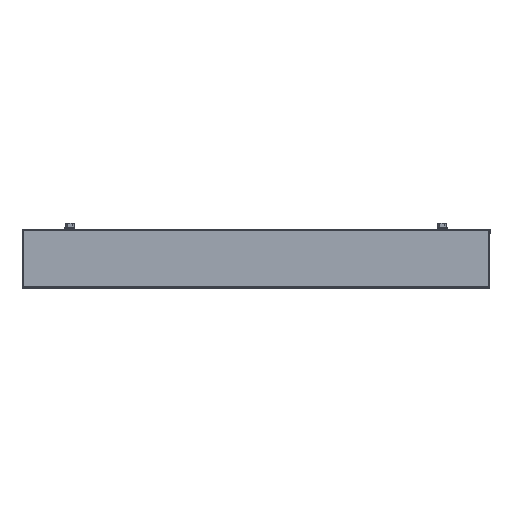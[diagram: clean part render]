
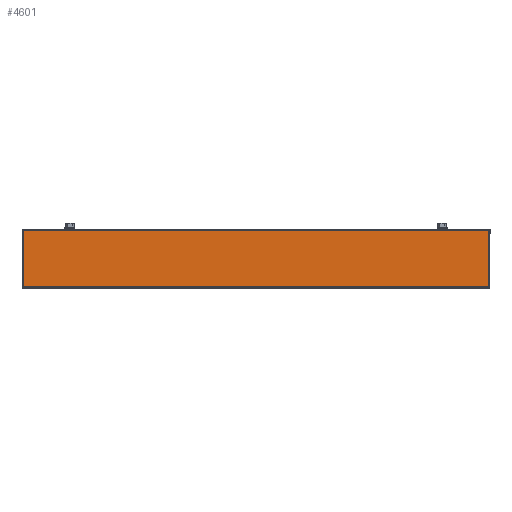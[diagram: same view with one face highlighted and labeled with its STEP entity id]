
A CAD part, top view. The second image highlights one B-rep face of the part: STEP entity #4601.
In plain terms, the highlighted face is planar.
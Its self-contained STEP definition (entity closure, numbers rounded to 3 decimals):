
#219 = LINE ( 'NONE', #1627, #786 ) ;
#234 = FACE_OUTER_BOUND ( 'NONE', #8590, .T. ) ;
#453 = LINE ( 'NONE', #4123, #790 ) ;
#786 = VECTOR ( 'NONE', #6906, 1000. ) ;
#790 = VECTOR ( 'NONE', #5805, 1000. ) ;
#1175 = DIRECTION ( 'NONE',  ( 0., 0., 1. ) ) ;
#1627 = CARTESIAN_POINT ( 'NONE',  ( 0., -50., 0. ) ) ;
#1801 = VERTEX_POINT ( 'NONE', #3568 ) ;
#2935 = EDGE_CURVE ( 'NONE', #6812, #1801, #6813, .T. ) ;
#3406 = ORIENTED_EDGE ( 'NONE', *, *, #6050, .F. ) ;
#3568 = CARTESIAN_POINT ( 'NONE',  ( 0., 50., 0. ) ) ;
#4123 = CARTESIAN_POINT ( 'NONE',  ( 800., 50., 0. ) ) ;
#4449 = CARTESIAN_POINT ( 'NONE',  ( 0., 50., 0. ) ) ;
#4601 = ADVANCED_FACE ( 'NONE', ( #234 ), #9450, .F. ) ;
#4768 = VERTEX_POINT ( 'NONE', #6670 ) ;
#5257 = LINE ( 'NONE', #4449, #5841 ) ;
#5313 = AXIS2_PLACEMENT_3D ( 'NONE', #8095, #1175, #5611 ) ;
#5576 = EDGE_CURVE ( 'NONE', #1801, #7404, #5257, .T. ) ;
#5611 = DIRECTION ( 'NONE',  ( 1., 0., 0. ) ) ;
#5805 = DIRECTION ( 'NONE',  ( 0., 1., 0. ) ) ;
#5841 = VECTOR ( 'NONE', #8961, 1000. ) ;
#6050 = EDGE_CURVE ( 'NONE', #4768, #6812, #453, .T. ) ;
#6645 = CARTESIAN_POINT ( 'NONE',  ( 0., -50., 0. ) ) ;
#6670 = CARTESIAN_POINT ( 'NONE',  ( 800., -50., 0. ) ) ;
#6752 = CARTESIAN_POINT ( 'NONE',  ( 0., 50., 0. ) ) ;
#6812 = VERTEX_POINT ( 'NONE', #8709 ) ;
#6813 = LINE ( 'NONE', #6752, #7219 ) ;
#6887 = ORIENTED_EDGE ( 'NONE', *, *, #6954, .F. ) ;
#6906 = DIRECTION ( 'NONE',  ( 1., 0., 0. ) ) ;
#6954 = EDGE_CURVE ( 'NONE', #7404, #4768, #219, .T. ) ;
#7182 = ORIENTED_EDGE ( 'NONE', *, *, #5576, .F. ) ;
#7219 = VECTOR ( 'NONE', #9825, 1000. ) ;
#7404 = VERTEX_POINT ( 'NONE', #6645 ) ;
#8095 = CARTESIAN_POINT ( 'NONE',  ( 0., 0., 0. ) ) ;
#8590 = EDGE_LOOP ( 'NONE', ( #7182, #9777, #3406, #6887 ) ) ;
#8709 = CARTESIAN_POINT ( 'NONE',  ( 800., 50., 0. ) ) ;
#8961 = DIRECTION ( 'NONE',  ( 0., -1., 0. ) ) ;
#9450 = PLANE ( 'NONE',  #5313 ) ;
#9777 = ORIENTED_EDGE ( 'NONE', *, *, #2935, .F. ) ;
#9825 = DIRECTION ( 'NONE',  ( -1., 0., 0. ) ) ;
